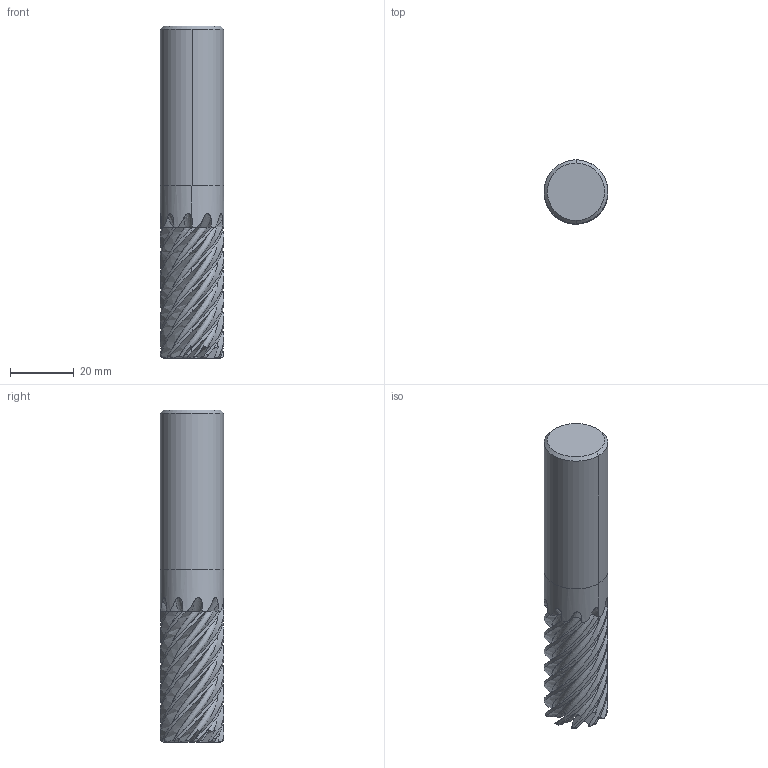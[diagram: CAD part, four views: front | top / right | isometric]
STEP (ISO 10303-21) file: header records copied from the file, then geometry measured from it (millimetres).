
FILE_DESCRIPTION(('no description'),'unknown implementation level');
FILE_NAME('K202293-20_1-Detail.stp',' ',('CIMSOURCE GmbH'),('CADClick - KiM GmbH - www.kimweb.de'),'unknown preprocess','ACIS','unknown authorization');
FILE_SCHEMA(('automotive_design'));
Length unit declared in the file: millimetre
Products named in the file (2): NOCUT; CUT
Bounding box: 20 x 20 x 104 mm (x, y, z)
Volume: 28275 mm3; surface area: 11860.3 mm2
Topology: 2 solids, 2 shells, 294 faces, 856 edges, 566 vertices
Faces by surface type: plane 124, bspline 80, revolution 40, cone 28, cylinder 12, torus 10
Entity records: 56029 total; most frequent: CARTESIAN_POINT 39622, STYLED_ITEM 1718, PRESENTATION_STYLE_ASSIGNMENT 1718, COLOUR_RGB 1718, ORIENTED_EDGE 1712, DIRECTION 1078, EDGE_CURVE 856, CURVE_STYLE 856
